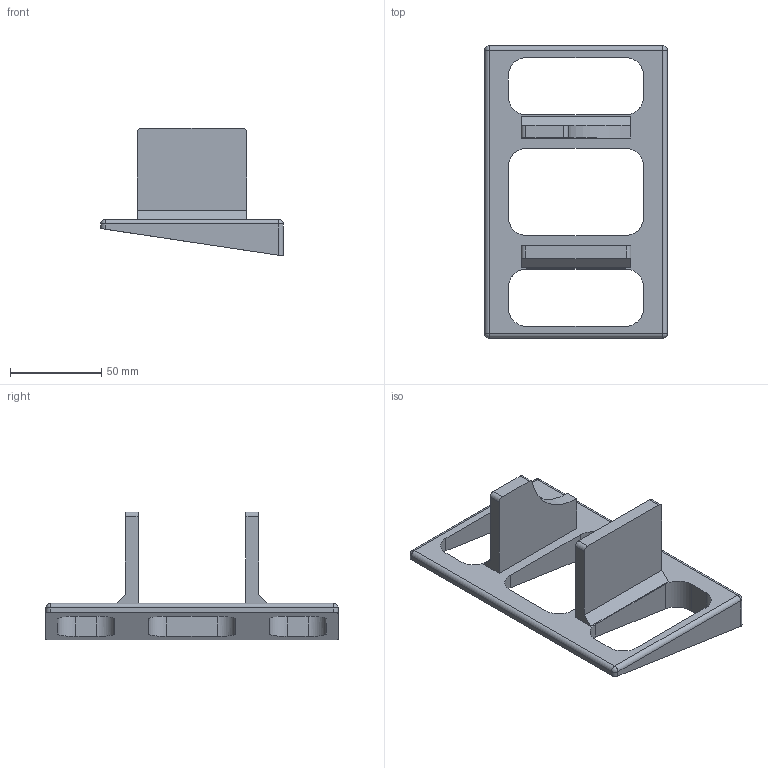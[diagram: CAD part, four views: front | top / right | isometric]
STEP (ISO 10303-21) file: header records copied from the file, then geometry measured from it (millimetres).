
FILE_DESCRIPTION(/* description */ (''),/* implementation_level */ '2;1');
FILE_NAME(/* name */ 'IC202 Holder v5.stp',/* time_stamp */ '2023-01-01T15:20:04+01:00',/* author */ (''),/* organization */ (''),/* preprocessor_version */ 'ST-DEVELOPER v19.2',/* originating_system */ 'Autodesk Translation Framework v11.17.0.187',/* authorisation */ '');
FILE_SCHEMA (('AUTOMOTIVE_DESIGN { 1 0 10303 214 3 1 1 }'));
Length unit declared in the file: millimetre
Products named in the file (1): IC202 Holder
Bounding box: 100 x 160 x 70 mm (x, y, z)
Volume: 137505 mm3; surface area: 42345.7 mm2
Topology: 1 solids, 1 shells, 163 faces, 441 edges, 290 vertices
Faces by surface type: plane 80, bspline 54, cylinder 25, sphere 4
Entity records: 5738 total; most frequent: CARTESIAN_POINT 1917, ORIENTED_EDGE 882, DIRECTION 603, EDGE_CURVE 441, VERTEX_POINT 290, LINE 283, VECTOR 283, EDGE_LOOP 179
